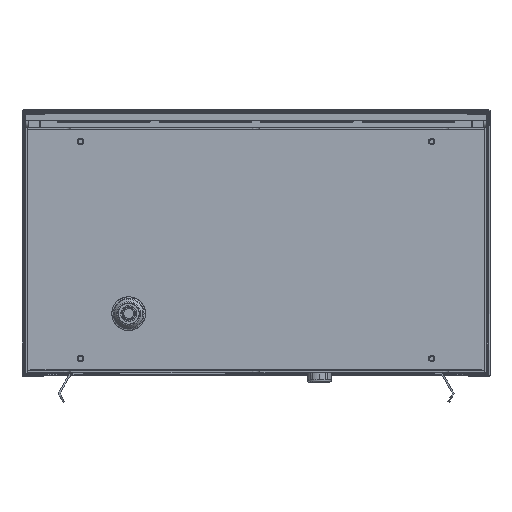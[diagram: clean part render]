
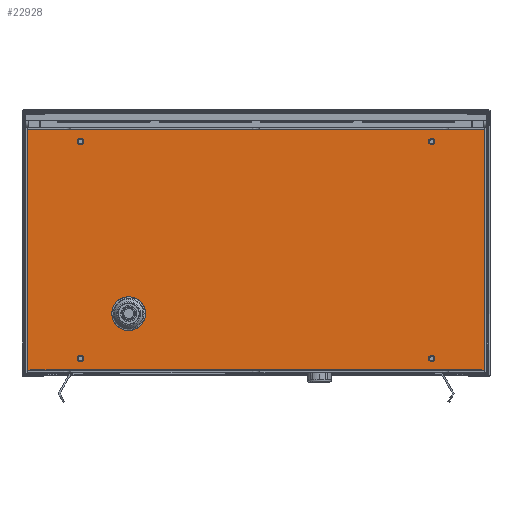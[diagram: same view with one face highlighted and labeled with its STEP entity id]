
A CAD part, front view. The second image highlights one B-rep face of the part: STEP entity #22928.
In plain terms, the highlighted free-form (B-spline) face has degree [1, 1] with [2, 2] control points.
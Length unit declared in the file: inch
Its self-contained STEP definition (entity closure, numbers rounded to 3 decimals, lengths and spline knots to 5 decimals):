
#21066=CARTESIAN_POINT('V971',(1.42518,4.61789,
   -8.534));
#21067=VERTEX_POINT('V971',#21066);
#21073=CARTESIAN_POINT('E1442',(1.42518,4.61789,
   -8.534));
#21074=CARTESIAN_POINT('E1442',(1.42518,4.61789,
   -8.72279));
#21075=CARTESIAN_POINT('E1442',(1.26168,4.61789,
   -8.6284));
#21076=CARTESIAN_POINT('E1442',(1.09818,4.61789,
   -8.534));
#21077=CARTESIAN_POINT('E1442',(1.26168,4.61789,
   -8.4396));
#21078=CARTESIAN_POINT('E1442',(1.42518,4.61789,
   -8.34521));
#21079=CARTESIAN_POINT('E1442',(1.42518,4.61789,
   -8.534));
#21087=(BOUNDED_CURVE()B_SPLINE_CURVE(2,(#21073,#21074,#21075,
   #21076,#21077,#21078,#21079),.CIRCULAR_ARC.,.T.,.U.)
   B_SPLINE_CURVE_WITH_KNOTS((3,2,2,3),(0.0,0.33333,
   0.66667,1.0),.UNSPECIFIED.)CURVE()
   GEOMETRIC_REPRESENTATION_ITEM()RATIONAL_B_SPLINE_CURVE((1.0,
   0.5,1.0,0.5,1.0,0.5,1.0)
   )REPRESENTATION_ITEM('E1442'));
#21088=EDGE_CURVE('E1442',#21067,#21067,#21087,.T.);
#21135=CARTESIAN_POINT('V970',(1.42518,4.61789,
   -0.516));
#21136=VERTEX_POINT('V970',#21135);
#21142=CARTESIAN_POINT('E1441',(1.42518,4.61789,
   -0.516));
#21143=CARTESIAN_POINT('E1441',(1.42518,4.61789,
   -0.70479));
#21144=CARTESIAN_POINT('E1441',(1.26168,4.61789,
   -0.6104));
#21145=CARTESIAN_POINT('E1441',(1.09818,4.61789,
   -0.516));
#21146=CARTESIAN_POINT('E1441',(1.26168,4.61789,
   -0.4216));
#21147=CARTESIAN_POINT('E1441',(1.42518,4.61789,
   -0.32721));
#21148=CARTESIAN_POINT('E1441',(1.42518,4.61789,
   -0.516));
#21156=(BOUNDED_CURVE()B_SPLINE_CURVE(2,(#21142,#21143,#21144,
   #21145,#21146,#21147,#21148),.CIRCULAR_ARC.,.T.,.U.)
   B_SPLINE_CURVE_WITH_KNOTS((3,2,2,3),(0.0,0.33333,
   0.66667,1.0),.UNSPECIFIED.)CURVE()
   GEOMETRIC_REPRESENTATION_ITEM()RATIONAL_B_SPLINE_CURVE((1.0,
   0.5,1.0,0.5,1.0,0.5,1.0)
   )REPRESENTATION_ITEM('E1441'));
#21157=EDGE_CURVE('E1441',#21136,#21136,#21156,.T.);
#21204=CARTESIAN_POINT('V969',(-11.54682,4.61789,
   -0.516));
#21205=VERTEX_POINT('V969',#21204);
#21211=CARTESIAN_POINT('E1440',(-11.54682,
   4.61789,-0.516));
#21212=CARTESIAN_POINT('E1440',(-11.54682,
   4.61789,-0.70479));
#21213=CARTESIAN_POINT('E1440',(-11.71032,
   4.61789,-0.6104));
#21214=CARTESIAN_POINT('E1440',(-11.87382,
   4.61789,-0.516));
#21215=CARTESIAN_POINT('E1440',(-11.71032,
   4.61789,-0.4216));
#21216=CARTESIAN_POINT('E1440',(-11.54682,
   4.61789,-0.32721));
#21217=CARTESIAN_POINT('E1440',(-11.54682,
   4.61789,-0.516));
#21225=(BOUNDED_CURVE()B_SPLINE_CURVE(2,(#21211,#21212,#21213,
   #21214,#21215,#21216,#21217),.CIRCULAR_ARC.,.T.,.U.)
   B_SPLINE_CURVE_WITH_KNOTS((3,2,2,3),(0.0,0.33333,
   0.66667,1.0),.UNSPECIFIED.)CURVE()
   GEOMETRIC_REPRESENTATION_ITEM()RATIONAL_B_SPLINE_CURVE((1.0,
   0.5,1.0,0.5,1.0,0.5,1.0)
   )REPRESENTATION_ITEM('E1440'));
#21226=EDGE_CURVE('E1440',#21205,#21205,#21225,.T.);
#21273=CARTESIAN_POINT('V968',(-9.25582,4.61789,
   -6.875));
#21274=VERTEX_POINT('V968',#21273);
#21280=CARTESIAN_POINT('E1439',(-9.25582,4.61789,
   -6.875));
#21281=CARTESIAN_POINT('E1439',(-9.25582,4.61789,
   -7.95753));
#21282=CARTESIAN_POINT('E1439',(-10.19332,
   4.61789,-7.41627));
#21283=CARTESIAN_POINT('E1439',(-11.13082,
   4.61789,-6.875));
#21284=CARTESIAN_POINT('E1439',(-10.19332,
   4.61789,-6.33373));
#21285=CARTESIAN_POINT('E1439',(-9.25582,4.61789,
   -5.79247));
#21286=CARTESIAN_POINT('E1439',(-9.25582,4.61789,
   -6.875));
#21294=(BOUNDED_CURVE()B_SPLINE_CURVE(2,(#21280,#21281,#21282,
   #21283,#21284,#21285,#21286),.CIRCULAR_ARC.,.T.,.U.)
   B_SPLINE_CURVE_WITH_KNOTS((3,2,2,3),(0.0,0.33333,
   0.66667,1.0),.UNSPECIFIED.)CURVE()
   GEOMETRIC_REPRESENTATION_ITEM()RATIONAL_B_SPLINE_CURVE((1.0,
   0.5,1.0,0.5,1.0,0.5,1.0)
   )REPRESENTATION_ITEM('E1439'));
#21295=EDGE_CURVE('E1439',#21274,#21274,#21294,.T.);
#21342=CARTESIAN_POINT('V967',(-11.54682,4.61789,
   -8.534));
#21343=VERTEX_POINT('V967',#21342);
#21349=CARTESIAN_POINT('E1438',(-11.54682,
   4.61789,-8.534));
#21350=CARTESIAN_POINT('E1438',(-11.54682,
   4.61789,-8.72279));
#21351=CARTESIAN_POINT('E1438',(-11.71032,
   4.61789,-8.6284));
#21352=CARTESIAN_POINT('E1438',(-11.87382,
   4.61789,-8.534));
#21353=CARTESIAN_POINT('E1438',(-11.71032,
   4.61789,-8.4396));
#21354=CARTESIAN_POINT('E1438',(-11.54682,
   4.61789,-8.34521));
#21355=CARTESIAN_POINT('E1438',(-11.54682,
   4.61789,-8.534));
#21363=(BOUNDED_CURVE()B_SPLINE_CURVE(2,(#21349,#21350,#21351,
   #21352,#21353,#21354,#21355),.CIRCULAR_ARC.,.T.,.U.)
   B_SPLINE_CURVE_WITH_KNOTS((3,2,2,3),(0.0,0.33333,
   0.66667,1.0),.UNSPECIFIED.)CURVE()
   GEOMETRIC_REPRESENTATION_ITEM()RATIONAL_B_SPLINE_CURVE((1.0,
   0.5,1.0,0.5,1.0,0.5,1.0)
   )REPRESENTATION_ITEM('E1438'));
#21364=EDGE_CURVE('E1438',#21343,#21343,#21363,.T.);
#22114=CARTESIAN_POINT('V920',(3.27318,4.61789,
   -8.978));
#22115=VERTEX_POINT('V920',#22114);
#22129=CARTESIAN_POINT('V921',(-13.61282,4.61789,
   -8.978));
#22130=VERTEX_POINT('V921',#22129);
#22131=CARTESIAN_POINT('E1383',(3.27318,4.61789,
   -8.978));
#22132=CARTESIAN_POINT('E1383',(-13.61282,
   4.61789,-8.978));
#22133=QUASI_UNIFORM_CURVE('E1383',1,(#22131,#22132),.POLYLINE_FORM.,
   .F.,.U.);
#22134=EDGE_CURVE('E1383',#22115,#22130,#22133,.T.);
#22305=CARTESIAN_POINT('V917',(3.27318,4.61789,
   -0.072));
#22306=VERTEX_POINT('V917',#22305);
#22307=CARTESIAN_POINT('E1390',(3.27318,4.61789,
   -0.072));
#22308=CARTESIAN_POINT('E1390',(3.27318,4.61789,
   -8.978));
#22309=QUASI_UNIFORM_CURVE('E1390',1,(#22307,#22308),.POLYLINE_FORM.,
   .F.,.U.);
#22310=EDGE_CURVE('E1390',#22306,#22115,#22309,.T.);
#22873=CARTESIAN_POINT('V916',(-13.61282,4.61789,
   -0.072));
#22874=VERTEX_POINT('V916',#22873);
#22875=CARTESIAN_POINT('E1386',(-13.61282,
   4.61789,-8.978));
#22876=CARTESIAN_POINT('E1386',(-13.61282,
   4.61789,-0.072));
#22877=QUASI_UNIFORM_CURVE('E1386',1,(#22875,#22876),.POLYLINE_FORM.,
   .F.,.U.);
#22878=EDGE_CURVE('E1386',#22130,#22874,#22877,.T.);
#22898=CARTESIAN_POINT('F547',(-13.61282,4.61789,
   -0.072));
#22899=CARTESIAN_POINT('F547',(-13.61282,4.61789,
   -8.978));
#22900=CARTESIAN_POINT('F547',(3.27318,4.61789,
   -0.072));
#22901=CARTESIAN_POINT('F547',(3.27318,4.61789,
   -8.978));
#22902=B_SPLINE_SURFACE_WITH_KNOTS('F547',1,1,((#22898,#22900),(
   #22899,#22901)),.PLANE_SURF.,.F.,.F.,.U.,(2,2),(2,2),(
   0.00013,0.99987),(0.00013,
   1.89565),.UNSPECIFIED.);
#22903=ORIENTED_EDGE('E1386',*,*,#22878,.F.);
#22904=ORIENTED_EDGE('E1383',*,*,#22134,.F.);
#22905=ORIENTED_EDGE('E1390',*,*,#22310,.F.);
#22906=CARTESIAN_POINT('E1379',(-13.61282,
   4.61789,-0.072));
#22907=CARTESIAN_POINT('E1379',(3.27318,4.61789,
   -0.072));
#22908=QUASI_UNIFORM_CURVE('E1379',1,(#22906,#22907),.POLYLINE_FORM.,
   .F.,.U.);
#22909=EDGE_CURVE('E1379',#22874,#22306,#22908,.T.);
#22910=ORIENTED_EDGE('E1379',*,*,#22909,.F.);
#22911=EDGE_LOOP('F547',(#22903,#22904,#22905,#22910));
#22912=FACE_OUTER_BOUND('F547',#22911,.T.);
#22913=ORIENTED_EDGE('E1438',*,*,#21364,.T.);
#22914=EDGE_LOOP('F547',(#22913));
#22915=FACE_BOUND('F547',#22914,.T.);
#22916=ORIENTED_EDGE('E1439',*,*,#21295,.T.);
#22917=EDGE_LOOP('F547',(#22916));
#22918=FACE_BOUND('F547',#22917,.T.);
#22919=ORIENTED_EDGE('E1440',*,*,#21226,.T.);
#22920=EDGE_LOOP('F547',(#22919));
#22921=FACE_BOUND('F547',#22920,.T.);
#22922=ORIENTED_EDGE('E1441',*,*,#21157,.T.);
#22923=EDGE_LOOP('F547',(#22922));
#22924=FACE_BOUND('F547',#22923,.T.);
#22925=ORIENTED_EDGE('E1442',*,*,#21088,.T.);
#22926=EDGE_LOOP('F547',(#22925));
#22927=FACE_BOUND('F547',#22926,.T.);
#22928=ADVANCED_FACE('F547',(#22912,#22915,#22918,#22921,#22924,
   #22927),#22902,.T.);
